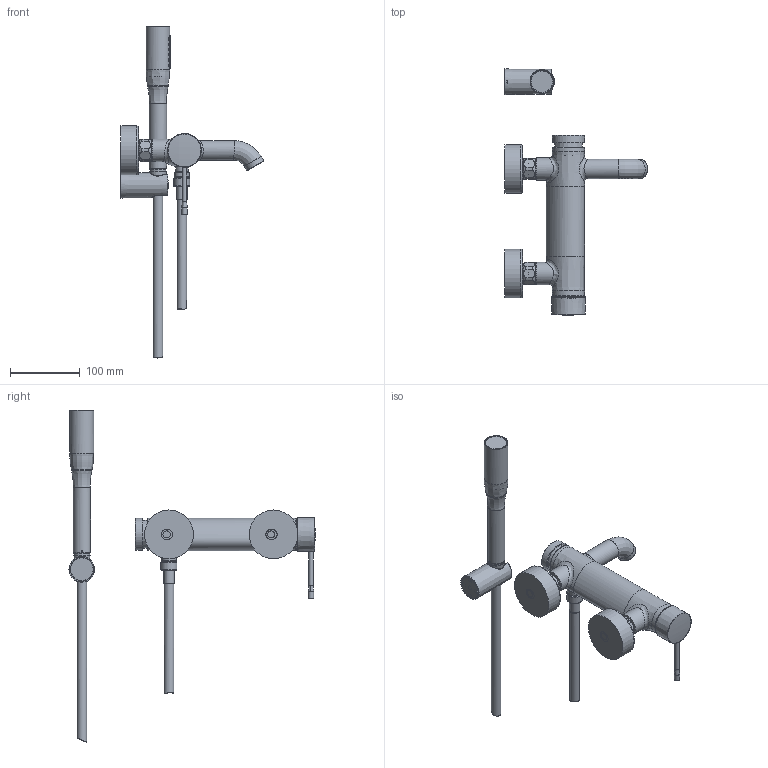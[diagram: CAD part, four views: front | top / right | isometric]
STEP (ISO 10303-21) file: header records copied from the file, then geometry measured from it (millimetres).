
FILE_DESCRIPTION(/* description */ ('Unknown'),/* implementation_level */ '2;1');
FILE_NAME(/* name */ '33628001',/* time_stamp */ '2022-09-01T04:24:53+02:00',/* author */ ('Unknown'),/* organization */ ('GROHE AG'),/* preprocessor_version */ 'ST-DEVELOPER v16.7',/* originating_system */ 'DEX',/* authorisation */ $);
FILE_SCHEMA (('AUTOMOTIVE_DESIGN {1 0 10303 214 3 1 1}'));
Products named in the file (10): 33628001; 33628001_0; id89; 2010 01 26 Artikel aktuell; 40.1203.0 Dummy f黵 Kunde; A4286268-2; A4286283-2; face1; TRIM REGION
Assembly tree (9 placements, depth 2):
  33628001
    33628001
    33628001_0
    id89
    2010 01 26 Artikel aktuell
    40.1203.0 Dummy f黵 Kunde
    A4286268-2
    A4286283-2
    face1
    TRIM REGION
Bounding box: 205.77 x 353 x 476.12 mm (x, y, z)
Volume: 63745.1 mm3; surface area: 210039.5 mm2
Topology: 10 solids, 85 shells, 380 faces, 1090 edges, 781 vertices
Faces by surface type: cylinder 141, bspline 102, plane 84, torus 28, cone 19, sphere 6
Full cylindrical faces by diameter (mm): 2.5 x44, 6.35 x1, 6.9 x1, 7.793 x1, 13.8 x4, 15 x4, 18 x1, 19.9 x2, 20.96 x1, 21 x2, 23 x4, 25 x1, 26.44 x4, 28 x2, 30.4 x1, 32 x2, 32.5 x1, 34 x1, 41.5 x1, 46 x1, 70 x4
Entity records: 35023 total; most frequent: CARTESIAN_POINT 26072, DIRECTION 1264, ORIENTED_EDGE 1228, EDGE_CURVE 822, VERTEX_POINT 725, EDGE_LOOP 709, FACE_BOUND 709, AXIS2_PLACEMENT_3D 553
